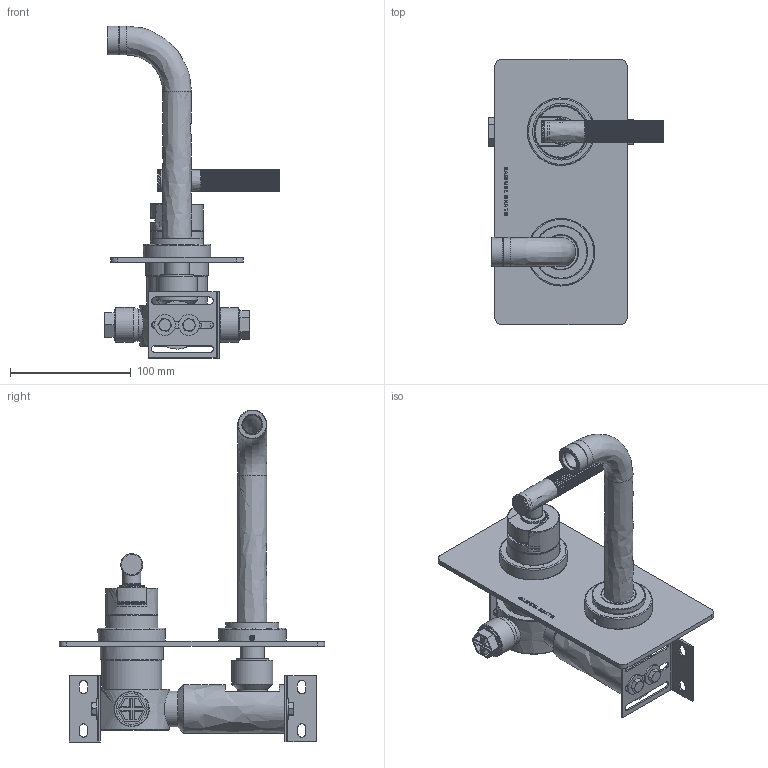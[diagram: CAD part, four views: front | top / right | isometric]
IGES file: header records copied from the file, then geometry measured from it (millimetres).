
Global section: file name: LANDMARK THINNER SPOUTS EXPORTV7K20S-2LL-LH; native system: Autodesk Inventor 2020; preprocessor: unknown; author: rclarke; date: 20221128.045316; units: millimetre
Bounding box: 145.1 x 220 x 275.4 mm (x, y, z)
Volume: 511212.5 mm3; surface area: 269965.9 mm2
Topology: 61 solids, 61 shells, 2493 faces, 6581 edges, 4320 vertices
Faces by surface type: bspline 2493
